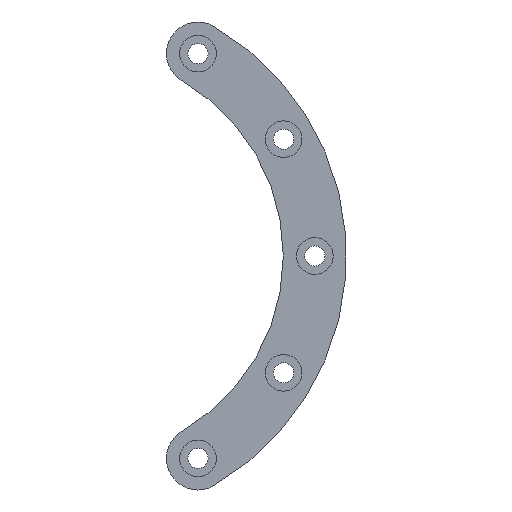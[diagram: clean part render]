
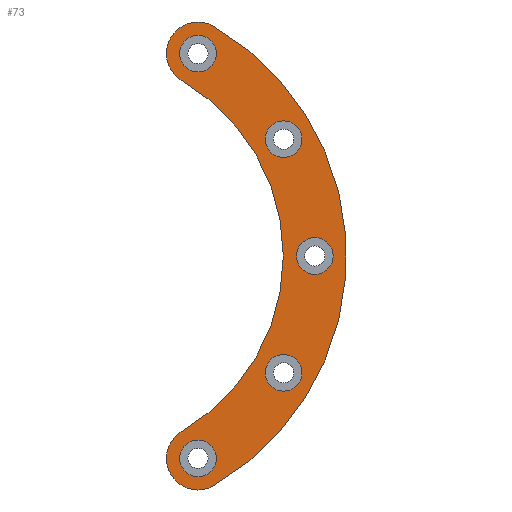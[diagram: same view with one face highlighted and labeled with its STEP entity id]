
A CAD part, front view. The second image highlights one B-rep face of the part: STEP entity #73.
In plain terms, the highlighted planar face has unit normal (0, -1, 0).
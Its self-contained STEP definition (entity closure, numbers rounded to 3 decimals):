
#7 = CIRCLE ( 'NONE', #208, 2.9 ) ;
#27 = ORIENTED_EDGE ( 'NONE', *, *, #465, .F. ) ;
#34 = DIRECTION ( 'NONE',  ( 0., 0., -1. ) ) ;
#49 = EDGE_CURVE ( 'NONE', #529, #881, #659, .T. ) ;
#55 = FACE_OUTER_BOUND ( 'NONE', #527, .T. ) ;
#57 = CIRCLE ( 'NONE', #610, 32. ) ;
#62 = DIRECTION ( 'NONE',  ( 0., 0., -1. ) ) ;
#65 = CARTESIAN_POINT ( 'NONE',  ( 18.5, 0., -32.043 ) ) ;
#71 = EDGE_CURVE ( 'NONE', #789, #863, #406, .T. ) ;
#73 = ADVANCED_FACE ( 'NONE', ( #562, #1243, #1258, #182, #897, #55 ), #1487, .T. ) ;
#76 = DIRECTION ( 'NONE',  ( 0., -1., 0. ) ) ;
#77 = CARTESIAN_POINT ( 'NONE',  ( 18.5, 0., 32.043 ) ) ;
#79 = EDGE_CURVE ( 'NONE', #863, #94, #860, .T. ) ;
#85 = ORIENTED_EDGE ( 'NONE', *, *, #49, .F. ) ;
#89 = DIRECTION ( 'NONE',  ( 0., 0., -1. ) ) ;
#94 = VERTEX_POINT ( 'NONE', #1381 ) ;
#100 = DIRECTION ( 'NONE',  ( 0., 0., -1. ) ) ;
#106 = EDGE_CURVE ( 'NONE', #1336, #1227, #1280, .T. ) ;
#109 = CARTESIAN_POINT ( 'NONE',  ( 18.5, 0., -34.943 ) ) ;
#115 = VERTEX_POINT ( 'NONE', #307 ) ;
#119 = EDGE_CURVE ( 'NONE', #94, #1336, #57, .T. ) ;
#139 = EDGE_LOOP ( 'NONE', ( #1437, #1206 ) ) ;
#144 = CARTESIAN_POINT ( 'NONE',  ( 21., 0., -36.373 ) ) ;
#165 = EDGE_CURVE ( 'NONE', #1250, #282, #634, .T. ) ;
#175 = VERTEX_POINT ( 'NONE', #577 ) ;
#177 = CARTESIAN_POINT ( 'NONE',  ( 18.5, 0., -37.043 ) ) ;
#179 = DIRECTION ( 'NONE',  ( 0., 1., 0. ) ) ;
#182 = FACE_BOUND ( 'NONE', #513, .T. ) ;
#183 = EDGE_LOOP ( 'NONE', ( #661, #1192 ) ) ;
#187 = AXIS2_PLACEMENT_3D ( 'NONE', #1363, #179, #656 ) ;
#193 = CARTESIAN_POINT ( 'NONE',  ( 18.5, 0., -32.043 ) ) ;
#194 = AXIS2_PLACEMENT_3D ( 'NONE', #326, #212, #89 ) ;
#208 = AXIS2_PLACEMENT_3D ( 'NONE', #387, #876, #1321 ) ;
#212 = DIRECTION ( 'NONE',  ( 0., -1., 0. ) ) ;
#240 = AXIS2_PLACEMENT_3D ( 'NONE', #65, #291, #797 ) ;
#265 = AXIS2_PLACEMENT_3D ( 'NONE', #1170, #557, #690 ) ;
#282 = VERTEX_POINT ( 'NONE', #109 ) ;
#291 = DIRECTION ( 'NONE',  ( 0., 1., 0. ) ) ;
#295 = CARTESIAN_POINT ( 'NONE',  ( 32.043, 0., 18.5 ) ) ;
#299 = DIRECTION ( 'NONE',  ( 0., -1., 0. ) ) ;
#307 = CARTESIAN_POINT ( 'NONE',  ( 32.043, 0., 15.6 ) ) ;
#315 = CIRCLE ( 'NONE', #1385, 2.9 ) ;
#326 = CARTESIAN_POINT ( 'NONE',  ( 37., 0., 0. ) ) ;
#327 = DIRECTION ( 'NONE',  ( 0., 0., -1. ) ) ;
#387 = CARTESIAN_POINT ( 'NONE',  ( 18.5, 0., 32.043 ) ) ;
#406 = CIRCLE ( 'NONE', #240, 5. ) ;
#422 = EDGE_LOOP ( 'NONE', ( #1505, #977 ) ) ;
#424 = DIRECTION ( 'NONE',  ( 0., 0., -1. ) ) ;
#435 = AXIS2_PLACEMENT_3D ( 'NONE', #193, #1274, #547 ) ;
#437 = CARTESIAN_POINT ( 'NONE',  ( 18.5, 0., -32.043 ) ) ;
#465 = EDGE_CURVE ( 'NONE', #881, #529, #972, .T. ) ;
#495 = ORIENTED_EDGE ( 'NONE', *, *, #839, .F. ) ;
#513 = EDGE_LOOP ( 'NONE', ( #872, #1080 ) ) ;
#514 = EDGE_CURVE ( 'NONE', #1416, #1465, #633, .T. ) ;
#527 = EDGE_LOOP ( 'NONE', ( #828, #1006, #1464, #495, #1520 ) ) ;
#529 = VERTEX_POINT ( 'NONE', #583 ) ;
#531 = DIRECTION ( 'NONE',  ( 0., -1., 0. ) ) ;
#536 = CARTESIAN_POINT ( 'NONE',  ( 9.25, 0., 16.021 ) ) ;
#547 = DIRECTION ( 'NONE',  ( 0., 0., 1. ) ) ;
#553 = CARTESIAN_POINT ( 'NONE',  ( 0., 0., 0. ) ) ;
#557 = DIRECTION ( 'NONE',  ( 0., -1., 0. ) ) ;
#562 = FACE_BOUND ( 'NONE', #139, .T. ) ;
#568 = CARTESIAN_POINT ( 'NONE',  ( 32.043, 0., -18.5 ) ) ;
#577 = CARTESIAN_POINT ( 'NONE',  ( 37., 0., -2.9 ) ) ;
#583 = CARTESIAN_POINT ( 'NONE',  ( 32.043, 0., -15.6 ) ) ;
#588 = DIRECTION ( 'NONE',  ( 0., 0., -1. ) ) ;
#589 = AXIS2_PLACEMENT_3D ( 'NONE', #77, #1266, #1372 ) ;
#590 = CARTESIAN_POINT ( 'NONE',  ( 18.5, 0., 29.143 ) ) ;
#610 = AXIS2_PLACEMENT_3D ( 'NONE', #553, #1030, #652 ) ;
#621 = VERTEX_POINT ( 'NONE', #1288 ) ;
#633 = CIRCLE ( 'NONE', #1497, 2.9 ) ;
#634 = CIRCLE ( 'NONE', #1501, 2.9 ) ;
#647 = EDGE_LOOP ( 'NONE', ( #85, #27 ) ) ;
#652 = DIRECTION ( 'NONE',  ( 0., 0., -1. ) ) ;
#656 = DIRECTION ( 'NONE',  ( 0., 0., -1. ) ) ;
#659 = CIRCLE ( 'NONE', #714, 2.9 ) ;
#661 = ORIENTED_EDGE ( 'NONE', *, *, #1420, .F. ) ;
#666 = CARTESIAN_POINT ( 'NONE',  ( 18.5, 0., 32.043 ) ) ;
#681 = VERTEX_POINT ( 'NONE', #851 ) ;
#690 = DIRECTION ( 'NONE',  ( 0., 0., -1. ) ) ;
#696 = AXIS2_PLACEMENT_3D ( 'NONE', #568, #1029, #327 ) ;
#699 = DIRECTION ( 'NONE',  ( 0., -1., 0. ) ) ;
#702 = CARTESIAN_POINT ( 'NONE',  ( 18.5, 0., -32.043 ) ) ;
#708 = EDGE_CURVE ( 'NONE', #1465, #1416, #7, .T. ) ;
#713 = CARTESIAN_POINT ( 'NONE',  ( 21., 0., 36.373 ) ) ;
#714 = AXIS2_PLACEMENT_3D ( 'NONE', #769, #913, #906 ) ;
#759 = CIRCLE ( 'NONE', #187, 42. ) ;
#766 = CIRCLE ( 'NONE', #967, 2.9 ) ;
#769 = CARTESIAN_POINT ( 'NONE',  ( 32.043, 0., -18.5 ) ) ;
#789 = VERTEX_POINT ( 'NONE', #144 ) ;
#797 = DIRECTION ( 'NONE',  ( 0., 0., 1. ) ) ;
#812 = AXIS2_PLACEMENT_3D ( 'NONE', #536, #299, #1037 ) ;
#825 = EDGE_CURVE ( 'NONE', #621, #115, #1475, .T. ) ;
#828 = ORIENTED_EDGE ( 'NONE', *, *, #119, .F. ) ;
#839 = EDGE_CURVE ( 'NONE', #1227, #789, #759, .T. ) ;
#851 = CARTESIAN_POINT ( 'NONE',  ( 37., 0., 2.9 ) ) ;
#860 = CIRCLE ( 'NONE', #435, 5. ) ;
#863 = VERTEX_POINT ( 'NONE', #177 ) ;
#872 = ORIENTED_EDGE ( 'NONE', *, *, #825, .F. ) ;
#876 = DIRECTION ( 'NONE',  ( 0., -1., 0. ) ) ;
#879 = CARTESIAN_POINT ( 'NONE',  ( 16., 0., 27.713 ) ) ;
#881 = VERTEX_POINT ( 'NONE', #1484 ) ;
#897 = FACE_BOUND ( 'NONE', #422, .T. ) ;
#906 = DIRECTION ( 'NONE',  ( 0., 0., -1. ) ) ;
#913 = DIRECTION ( 'NONE',  ( 0., -1., 0. ) ) ;
#935 = DIRECTION ( 'NONE',  ( 0., -1., 0. ) ) ;
#945 = CIRCLE ( 'NONE', #265, 2.9 ) ;
#967 = AXIS2_PLACEMENT_3D ( 'NONE', #971, #76, #34 ) ;
#971 = CARTESIAN_POINT ( 'NONE',  ( 37., 0., 0. ) ) ;
#972 = CIRCLE ( 'NONE', #696, 2.9 ) ;
#977 = ORIENTED_EDGE ( 'NONE', *, *, #708, .F. ) ;
#1006 = ORIENTED_EDGE ( 'NONE', *, *, #79, .F. ) ;
#1029 = DIRECTION ( 'NONE',  ( 0., -1., 0. ) ) ;
#1030 = DIRECTION ( 'NONE',  ( 0., -1., 0. ) ) ;
#1037 = DIRECTION ( 'NONE',  ( 0., 0., -1. ) ) ;
#1080 = ORIENTED_EDGE ( 'NONE', *, *, #1340, .F. ) ;
#1107 = EDGE_CURVE ( 'NONE', #282, #1250, #315, .T. ) ;
#1132 = DIRECTION ( 'NONE',  ( 0., -1., 0. ) ) ;
#1170 = CARTESIAN_POINT ( 'NONE',  ( 32.043, 0., 18.5 ) ) ;
#1191 = CIRCLE ( 'NONE', #194, 2.9 ) ;
#1192 = ORIENTED_EDGE ( 'NONE', *, *, #1269, .F. ) ;
#1206 = ORIENTED_EDGE ( 'NONE', *, *, #1107, .F. ) ;
#1227 = VERTEX_POINT ( 'NONE', #713 ) ;
#1230 = AXIS2_PLACEMENT_3D ( 'NONE', #295, #531, #424 ) ;
#1243 = FACE_BOUND ( 'NONE', #647, .T. ) ;
#1250 = VERTEX_POINT ( 'NONE', #1320 ) ;
#1258 = FACE_BOUND ( 'NONE', #183, .T. ) ;
#1266 = DIRECTION ( 'NONE',  ( 0., 1., 0. ) ) ;
#1269 = EDGE_CURVE ( 'NONE', #175, #681, #766, .T. ) ;
#1274 = DIRECTION ( 'NONE',  ( 0., 1., 0. ) ) ;
#1280 = CIRCLE ( 'NONE', #589, 5. ) ;
#1288 = CARTESIAN_POINT ( 'NONE',  ( 32.043, 0., 21.4 ) ) ;
#1320 = CARTESIAN_POINT ( 'NONE',  ( 18.5, 0., -29.143 ) ) ;
#1321 = DIRECTION ( 'NONE',  ( 0., 0., -1. ) ) ;
#1336 = VERTEX_POINT ( 'NONE', #879 ) ;
#1340 = EDGE_CURVE ( 'NONE', #115, #621, #945, .T. ) ;
#1363 = CARTESIAN_POINT ( 'NONE',  ( 0., 0., 0. ) ) ;
#1372 = DIRECTION ( 'NONE',  ( 0., 0., -1. ) ) ;
#1381 = CARTESIAN_POINT ( 'NONE',  ( 16., 0., -27.713 ) ) ;
#1385 = AXIS2_PLACEMENT_3D ( 'NONE', #437, #699, #588 ) ;
#1389 = CARTESIAN_POINT ( 'NONE',  ( 18.5, 0., 34.943 ) ) ;
#1416 = VERTEX_POINT ( 'NONE', #1389 ) ;
#1420 = EDGE_CURVE ( 'NONE', #681, #175, #1191, .T. ) ;
#1437 = ORIENTED_EDGE ( 'NONE', *, *, #165, .F. ) ;
#1464 = ORIENTED_EDGE ( 'NONE', *, *, #71, .F. ) ;
#1465 = VERTEX_POINT ( 'NONE', #590 ) ;
#1475 = CIRCLE ( 'NONE', #1230, 2.9 ) ;
#1484 = CARTESIAN_POINT ( 'NONE',  ( 32.043, 0., -21.4 ) ) ;
#1487 = PLANE ( 'NONE',  #812 ) ;
#1497 = AXIS2_PLACEMENT_3D ( 'NONE', #666, #1132, #62 ) ;
#1501 = AXIS2_PLACEMENT_3D ( 'NONE', #702, #935, #100 ) ;
#1505 = ORIENTED_EDGE ( 'NONE', *, *, #514, .F. ) ;
#1520 = ORIENTED_EDGE ( 'NONE', *, *, #106, .F. ) ;
